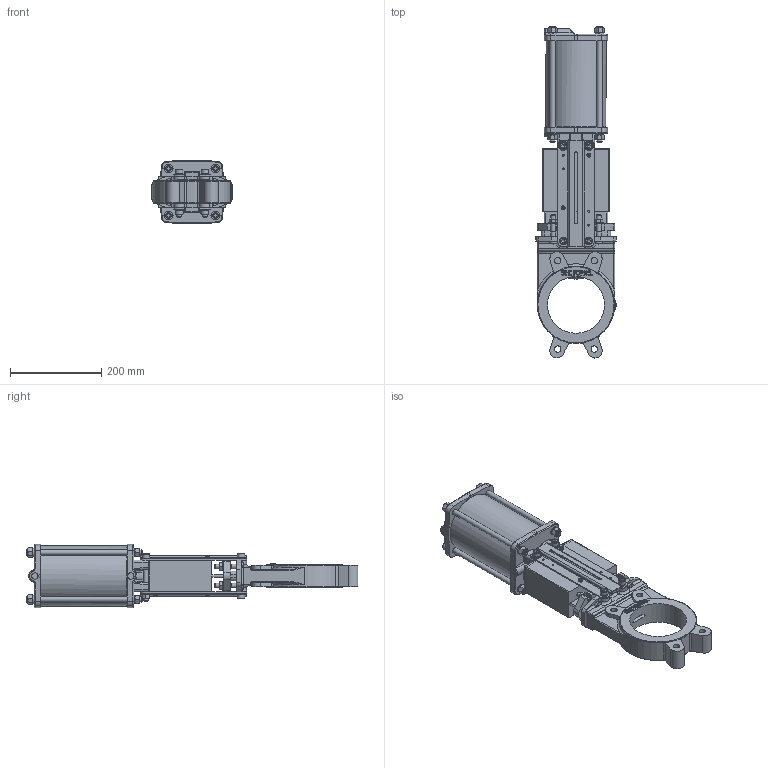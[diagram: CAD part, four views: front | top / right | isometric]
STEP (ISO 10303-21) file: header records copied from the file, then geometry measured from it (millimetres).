
FILE_DESCRIPTION(/* description */ (''),/* implementation_level */ '2;1');
FILE_NAME(/* name */ 'S170-172-176-178-VG-PN-DN125.stp',/* time_stamp */ '2015-01-06T14:45:47+01:00',/* author */ ('fballet'),/* organization */ (''),/* preprocessor_version */ 'ST-DEVELOPER v15.2',/* originating_system */ 'Autodesk Inventor 2014',/* authorisation */ '');
FILE_SCHEMA (('AUTOMOTIVE_DESIGN { 1 0 10303 214 3 1 1 }'));
Length unit declared in the file: millimetre
Products named in the file (1): S170-172-176-178-VG-PN-DN125
Bounding box: 176 x 728.75 x 140 mm (x, y, z)
Volume: 6386649.8 mm3; surface area: 527603.4 mm2
Topology: 20 solids, 24 shells, 1485 faces, 3765 edges, 2370 vertices
Faces by surface type: plane 693, cylinder 410, cone 225, bspline 95, torus 54, sphere 8
Full cylindrical faces by diameter (mm): 3.5 x2, 4.2 x6, 5 x6, 6 x6, 8.5 x18, 10 x21, 10.2 x6, 10.5 x12, 11 x2, 12 x12, 12.2 x8, 13 x8, 14 x6, 15.4 x6, 16 x6, 18.4 x8, 20 x6, 25 x1, 125 x1, 132 x1, 167.399 x2
Entity records: 46888 total; most frequent: CARTESIAN_POINT 12321, ORIENTED_EDGE 7046, DIRECTION 6870, EDGE_CURVE 3523, AXIS2_PLACEMENT_3D 2651, VERTEX_POINT 2303, EDGE_LOOP 1808, LINE 1568
